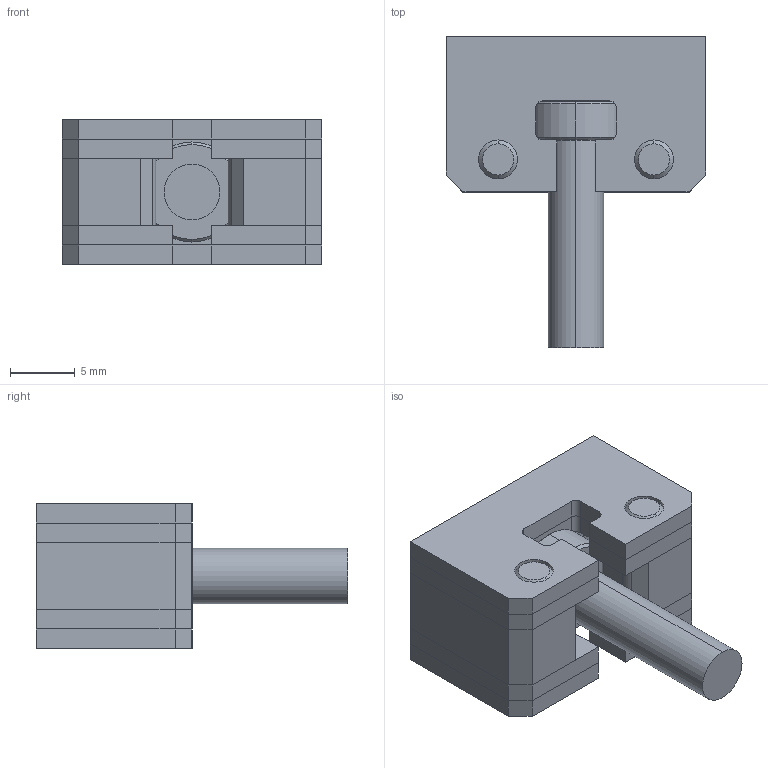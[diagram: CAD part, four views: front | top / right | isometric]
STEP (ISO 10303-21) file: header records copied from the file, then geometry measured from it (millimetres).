
FILE_DESCRIPTION (( 'STEP AP203' ), '1' );
FILE_NAME ('d91f.STEP', '2023-01-11T09:52:01', ( '' ), ( '' ), 'SwSTEP 2.0', 'SolidWorks 2019', '' );
FILE_SCHEMA (( 'CONFIG_CONTROL_DESIGN' ));
Length unit declared in the file: millimetre
Products named in the file (5): d91f; Pin_20 1cd80111c84d120ab80e31a8d37df09d; Lamela 1cd80111c84d120ab80e31a8d37df09d; Lamellar_Gas_Vent_ISGL20C 1cd80111c84d120ab80e31a8d37df09d; Bolt 1cd80111c84d120ab80e31a8d37df09d
Assembly tree (8 placements, depth 2):
  d91f
    Lamellar_Gas_Vent_ISGL20C 1cd80111c84d120ab80e31a8d37df09d
    Bolt 1cd80111c84d120ab80e31a8d37df09d
    Lamela 1cd80111c84d120ab80e31a8d37df09d  x4
    Pin_20 1cd80111c84d120ab80e31a8d37df09d  x2
Bounding box: 20 x 24 x 11.12 mm (x, y, z)
Volume: 2556.8 mm3; surface area: 3621.7 mm2
Topology: 8 solids, 8 shells, 150 faces, 387 edges, 254 vertices
Faces by surface type: plane 87, cylinder 51, cone 12
Entity records: 2760 total; most frequent: DIRECTION 395, CARTESIAN_POINT 370, ORIENTED_EDGE 350, EDGE_CURVE 175, AXIS2_PLACEMENT_3D 139, LINE 117, VECTOR 117, VERTEX_POINT 114
